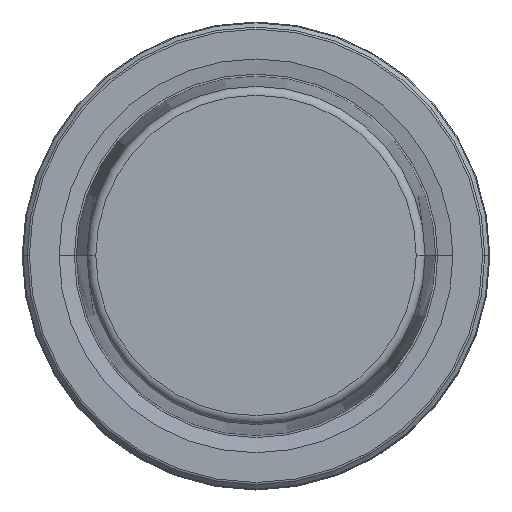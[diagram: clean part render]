
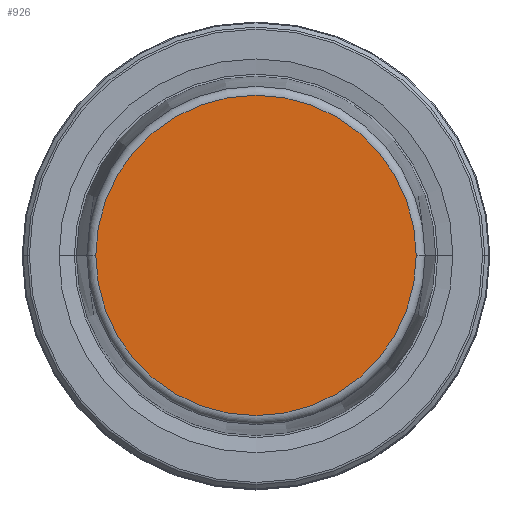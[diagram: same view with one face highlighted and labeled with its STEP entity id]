
A CAD part, top view. The second image highlights one B-rep face of the part: STEP entity #926.
In plain terms, the highlighted planar face has unit normal (0, 0, 1).
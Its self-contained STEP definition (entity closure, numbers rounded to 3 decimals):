
#8 = CARTESIAN_POINT ( 'NONE',  ( 0., 0., 31.9 ) ) ;
#48 = CIRCLE ( 'NONE', #829, 21.581 ) ;
#106 = CARTESIAN_POINT ( 'NONE',  ( 21.581, 0., 31.9 ) ) ;
#108 = PLANE ( 'NONE',  #751 ) ;
#157 = VERTEX_POINT ( 'NONE', #813 ) ;
#179 = CARTESIAN_POINT ( 'NONE',  ( 0., 0., 31.9 ) ) ;
#280 = DIRECTION ( 'NONE',  ( 0., 0., 1. ) ) ;
#340 = EDGE_CURVE ( 'NONE', #157, #1227, #48, .T. ) ;
#458 = ORIENTED_EDGE ( 'NONE', *, *, #340, .T. ) ;
#504 = CARTESIAN_POINT ( 'NONE',  ( 0., 0., 31.9 ) ) ;
#509 = ORIENTED_EDGE ( 'NONE', *, *, #674, .T. ) ;
#517 = DIRECTION ( 'NONE',  ( 0., 0., 1. ) ) ;
#524 = AXIS2_PLACEMENT_3D ( 'NONE', #8, #280, #643 ) ;
#643 = DIRECTION ( 'NONE',  ( 1., 0., 0. ) ) ;
#674 = EDGE_CURVE ( 'NONE', #1227, #157, #1116, .T. ) ;
#751 = AXIS2_PLACEMENT_3D ( 'NONE', #504, #880, #976 ) ;
#813 = CARTESIAN_POINT ( 'NONE',  ( -21.581, 0., 31.9 ) ) ;
#829 = AXIS2_PLACEMENT_3D ( 'NONE', #179, #517, #1248 ) ;
#880 = DIRECTION ( 'NONE',  ( 0., 0., -1. ) ) ;
#926 = ADVANCED_FACE ( 'NONE', ( #1124 ), #108, .F. ) ;
#976 = DIRECTION ( 'NONE',  ( -1., 0., 0. ) ) ;
#985 = EDGE_LOOP ( 'NONE', ( #509, #458 ) ) ;
#1116 = CIRCLE ( 'NONE', #524, 21.581 ) ;
#1124 = FACE_OUTER_BOUND ( 'NONE', #985, .T. ) ;
#1227 = VERTEX_POINT ( 'NONE', #106 ) ;
#1248 = DIRECTION ( 'NONE',  ( 1., 0., 0. ) ) ;
